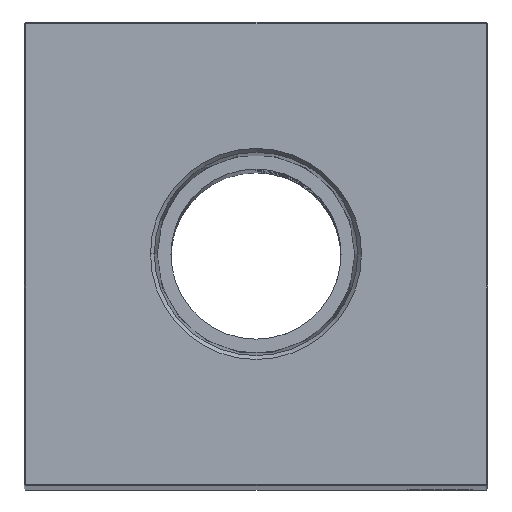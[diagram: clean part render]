
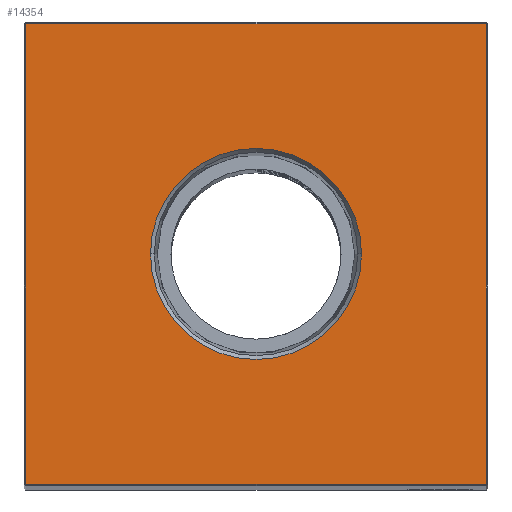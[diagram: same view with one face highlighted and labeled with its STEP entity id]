
A CAD part, top view. The second image highlights one B-rep face of the part: STEP entity #14354.
In plain terms, the highlighted planar face has unit normal (0, 0, 1).
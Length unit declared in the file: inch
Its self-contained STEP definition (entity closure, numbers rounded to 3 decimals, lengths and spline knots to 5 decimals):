
#1977 = VERTEX_POINT ( 'NONE', #14359 ) ;
#2420 = VECTOR ( 'NONE', #15454, 39.37008 ) ;
#2455 = CARTESIAN_POINT ( 'NONE',  ( 0., 0., 15.25 ) ) ;
#2916 = EDGE_CURVE ( 'NONE', #1977, #25020, #14329, .T. ) ;
#3457 = VECTOR ( 'NONE', #22111, 39.37008 ) ;
#3733 = EDGE_LOOP ( 'NONE', ( #26886, #14482 ) ) ;
#4942 = AXIS2_PLACEMENT_3D ( 'NONE', #2455, #21435, #10835 ) ;
#6172 = ORIENTED_EDGE ( 'NONE', *, *, #6628, .T. ) ;
#6610 = VERTEX_POINT ( 'NONE', #23167 ) ;
#6628 = EDGE_CURVE ( 'NONE', #10385, #1977, #11043, .T. ) ;
#7783 = LINE ( 'NONE', #18264, #3457 ) ;
#7834 = VECTOR ( 'NONE', #19588, 39.37008 ) ;
#8174 = DIRECTION ( 'NONE',  ( 1., 0., 0. ) ) ;
#8333 = CARTESIAN_POINT ( 'NONE',  ( 0., 0., 15.25 ) ) ;
#9250 = CARTESIAN_POINT ( 'NONE',  ( 1.49, 0., 15.25 ) ) ;
#9500 = VERTEX_POINT ( 'NONE', #11748 ) ;
#10117 = ORIENTED_EDGE ( 'NONE', *, *, #2916, .T. ) ;
#10237 = DIRECTION ( 'NONE',  ( 0., 0., 1. ) ) ;
#10350 = CARTESIAN_POINT ( 'NONE',  ( 1.49, -1.49, 15.25 ) ) ;
#10385 = VERTEX_POINT ( 'NONE', #10350 ) ;
#10835 = DIRECTION ( 'NONE',  ( 1., 0., 0. ) ) ;
#11043 = LINE ( 'NONE', #9250, #7834 ) ;
#11318 = VERTEX_POINT ( 'NONE', #14782 ) ;
#11748 = CARTESIAN_POINT ( 'NONE',  ( 0.68248, 0., 15.25 ) ) ;
#11959 = CIRCLE ( 'NONE', #4942, 0.68248 ) ;
#12027 = EDGE_CURVE ( 'NONE', #25020, #11318, #7783, .T. ) ;
#12322 = DIRECTION ( 'NONE',  ( 0., 0., -1. ) ) ;
#13566 = AXIS2_PLACEMENT_3D ( 'NONE', #8333, #12322, #20601 ) ;
#14122 = PLANE ( 'NONE',  #13566 ) ;
#14329 = LINE ( 'NONE', #22735, #15606 ) ;
#14354 = ADVANCED_FACE ( 'NONE', ( #18808, #27197 ), #14122, .F. ) ;
#14359 = CARTESIAN_POINT ( 'NONE',  ( 1.49, 1.49, 15.25 ) ) ;
#14482 = ORIENTED_EDGE ( 'NONE', *, *, #16685, .F. ) ;
#14782 = CARTESIAN_POINT ( 'NONE',  ( -1.49, -1.49, 15.25 ) ) ;
#15454 = DIRECTION ( 'NONE',  ( 1., 0., 0. ) ) ;
#15606 = VECTOR ( 'NONE', #26736, 39.37008 ) ;
#16389 = CIRCLE ( 'NONE', #26049, 0.68248 ) ;
#16685 = EDGE_CURVE ( 'NONE', #6610, #9500, #11959, .T. ) ;
#18264 = CARTESIAN_POINT ( 'NONE',  ( -1.49, 0., 15.25 ) ) ;
#18283 = EDGE_CURVE ( 'NONE', #9500, #6610, #16389, .T. ) ;
#18808 = FACE_OUTER_BOUND ( 'NONE', #24220, .T. ) ;
#19588 = DIRECTION ( 'NONE',  ( 0., 1., 0. ) ) ;
#20601 = DIRECTION ( 'NONE',  ( -1., 0., 0. ) ) ;
#20959 = CARTESIAN_POINT ( 'NONE',  ( 0., -1.49, 15.25 ) ) ;
#21410 = EDGE_CURVE ( 'NONE', #11318, #10385, #22616, .T. ) ;
#21435 = DIRECTION ( 'NONE',  ( 0., 0., 1. ) ) ;
#21626 = CARTESIAN_POINT ( 'NONE',  ( -1.49, 1.49, 15.25 ) ) ;
#21632 = ORIENTED_EDGE ( 'NONE', *, *, #12027, .T. ) ;
#22111 = DIRECTION ( 'NONE',  ( 0., -1., 0. ) ) ;
#22616 = LINE ( 'NONE', #20959, #2420 ) ;
#22735 = CARTESIAN_POINT ( 'NONE',  ( 0., 1.49, 15.25 ) ) ;
#23167 = CARTESIAN_POINT ( 'NONE',  ( -0.68248, 0., 15.25 ) ) ;
#24220 = EDGE_LOOP ( 'NONE', ( #21632, #25577, #6172, #10117 ) ) ;
#24837 = CARTESIAN_POINT ( 'NONE',  ( 0., 0., 15.25 ) ) ;
#25020 = VERTEX_POINT ( 'NONE', #21626 ) ;
#25577 = ORIENTED_EDGE ( 'NONE', *, *, #21410, .T. ) ;
#26049 = AXIS2_PLACEMENT_3D ( 'NONE', #24837, #10237, #8174 ) ;
#26736 = DIRECTION ( 'NONE',  ( -1., 0., 0. ) ) ;
#26886 = ORIENTED_EDGE ( 'NONE', *, *, #18283, .F. ) ;
#27197 = FACE_BOUND ( 'NONE', #3733, .T. ) ;
